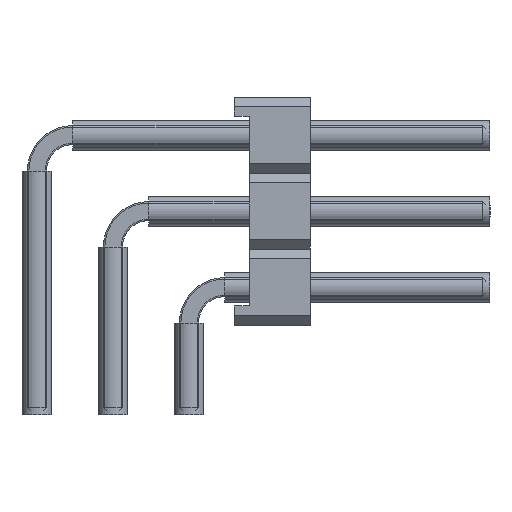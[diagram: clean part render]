
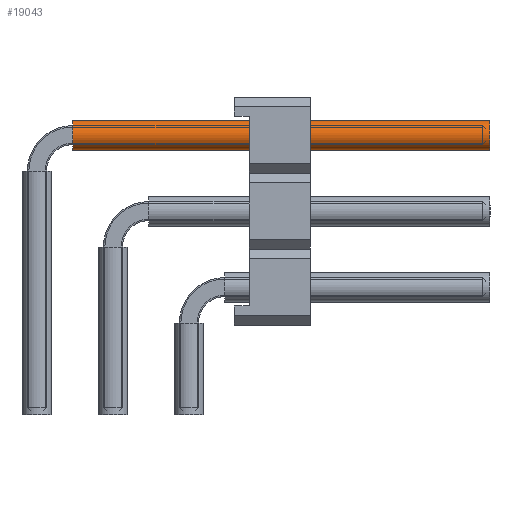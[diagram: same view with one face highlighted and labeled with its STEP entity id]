
A CAD part, left-side view. The second image highlights one B-rep face of the part: STEP entity #19043.
In plain terms, the highlighted cylindrical face has radius 0.5 mm (diameter 1 mm), a full revolution.
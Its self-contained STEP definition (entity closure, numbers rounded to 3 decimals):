
#10200=ORIENTED_EDGE('',*,*,#13000,.F.);
#10201=ORIENTED_EDGE('',*,*,#13001,.T.);
#13000=EDGE_CURVE('',#14840,#14840,#15580,.T.);
#13001=EDGE_CURVE('',#14841,#14841,#15581,.T.);
#14840=VERTEX_POINT('',#31729);
#14841=VERTEX_POINT('',#31731);
#15580=CIRCLE('',#20783,0.5);
#15581=CIRCLE('',#20784,0.5);
#16660=EDGE_LOOP('',(#10200));
#16661=EDGE_LOOP('',(#10201));
#17754=FACE_BOUND('',#16660,.T.);
#17755=FACE_BOUND('',#16661,.T.);
#18137=CYLINDRICAL_SURFACE('',#20782,0.5);
#19043=ADVANCED_FACE('',(#17754,#17755),#18137,.F.);
#20782=AXIS2_PLACEMENT_3D('',#31727,#26086,#26087);
#20783=AXIS2_PLACEMENT_3D('',#31728,#26088,#26089);
#20784=AXIS2_PLACEMENT_3D('',#31730,#26090,#26091);
#26086=DIRECTION('',(1.,0.,0.));
#26087=DIRECTION('',(0.,0.,-1.));
#26088=DIRECTION('',(-1.,0.,0.));
#26089=DIRECTION('',(0.,0.,1.));
#26090=DIRECTION('',(-1.,0.,0.));
#26091=DIRECTION('',(0.,0.,1.));
#31727=CARTESIAN_POINT('',(1.2,0.,9.35));
#31728=CARTESIAN_POINT('',(15.14,0.,9.35));
#31729=CARTESIAN_POINT('',(15.14,0.,9.85));
#31730=CARTESIAN_POINT('',(1.2,0.,9.35));
#31731=CARTESIAN_POINT('',(1.2,0.,9.85));
